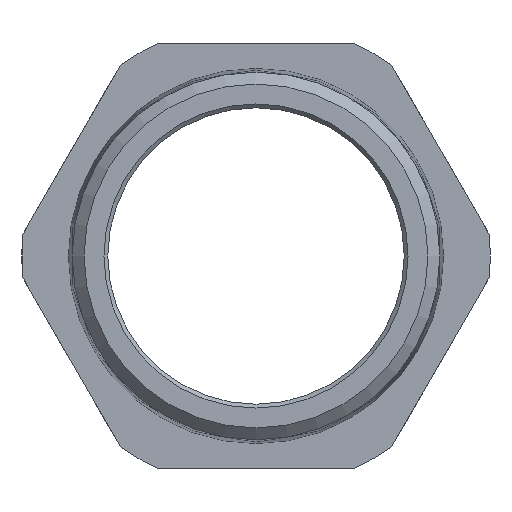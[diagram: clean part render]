
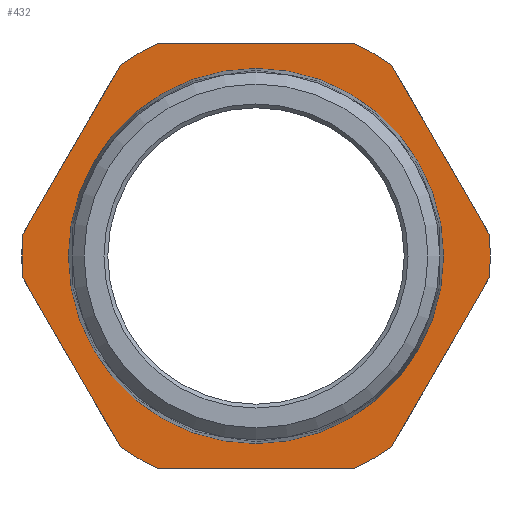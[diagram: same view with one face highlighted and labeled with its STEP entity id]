
A CAD part, left-side view. The second image highlights one B-rep face of the part: STEP entity #432.
In plain terms, the highlighted planar face has unit normal (-1, 0, 0).
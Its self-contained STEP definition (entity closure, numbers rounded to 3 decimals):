
#30 = DIRECTION ( 'NONE',  ( -1., 0., 0. ) ) ;
#43 = DIRECTION ( 'NONE',  ( -1., 0., 0. ) ) ;
#49 = CARTESIAN_POINT ( 'NONE',  ( 26.4, 0., 0. ) ) ;
#50 = VECTOR ( 'NONE', #1155, 1000. ) ;
#55 = CARTESIAN_POINT ( 'NONE',  ( 26.4, 0., 0. ) ) ;
#58 = EDGE_CURVE ( 'NONE', #238, #269, #689, .T. ) ;
#73 = AXIS2_PLACEMENT_3D ( 'NONE', #55, #264, #476 ) ;
#76 = CARTESIAN_POINT ( 'NONE',  ( 26.4, 30.117, 2.836 ) ) ;
#82 = CARTESIAN_POINT ( 'NONE',  ( 26.4, 23.816, -13.75 ) ) ;
#93 = LINE ( 'NONE', #82, #848 ) ;
#100 = CARTESIAN_POINT ( 'NONE',  ( 26.4, 0., 0. ) ) ;
#114 = CIRCLE ( 'NONE', #1119, 24.24 ) ;
#117 = VECTOR ( 'NONE', #118, 1000. ) ;
#118 = DIRECTION ( 'NONE',  ( 0., 0.5, 0.866 ) ) ;
#132 = CIRCLE ( 'NONE', #73, 30.25 ) ;
#145 = DIRECTION ( 'NONE',  ( 0., 0., 1. ) ) ;
#147 = EDGE_CURVE ( 'NONE', #1091, #1091, #114, .T. ) ;
#161 = AXIS2_PLACEMENT_3D ( 'NONE', #1073, #1294, #649 ) ;
#165 = VERTEX_POINT ( 'NONE', #504 ) ;
#170 = VECTOR ( 'NONE', #907, 1000. ) ;
#206 = VERTEX_POINT ( 'NONE', #713 ) ;
#230 = AXIS2_PLACEMENT_3D ( 'NONE', #450, #1297, #145 ) ;
#237 = LINE ( 'NONE', #321, #50 ) ;
#238 = VERTEX_POINT ( 'NONE', #511 ) ;
#244 = CARTESIAN_POINT ( 'NONE',  ( 26.4, -12.602, -27.5 ) ) ;
#264 = DIRECTION ( 'NONE',  ( -1., 0., 0. ) ) ;
#269 = VERTEX_POINT ( 'NONE', #725 ) ;
#304 = CARTESIAN_POINT ( 'NONE',  ( 26.4, -30.117, -2.836 ) ) ;
#305 = EDGE_CURVE ( 'NONE', #730, #1212, #237, .T. ) ;
#309 = CARTESIAN_POINT ( 'NONE',  ( 26.4, 0., 24.24 ) ) ;
#321 = CARTESIAN_POINT ( 'NONE',  ( 26.4, 0., -27.5 ) ) ;
#357 = EDGE_CURVE ( 'NONE', #720, #374, #387, .T. ) ;
#370 = DIRECTION ( 'NONE',  ( -1., 0., 0. ) ) ;
#374 = VERTEX_POINT ( 'NONE', #967 ) ;
#386 = ORIENTED_EDGE ( 'NONE', *, *, #1145, .T. ) ;
#387 = LINE ( 'NONE', #641, #563 ) ;
#393 = DIRECTION ( 'NONE',  ( -1., 0., 0. ) ) ;
#407 = ORIENTED_EDGE ( 'NONE', *, *, #435, .T. ) ;
#418 = EDGE_CURVE ( 'NONE', #785, #238, #700, .T. ) ;
#420 = EDGE_LOOP ( 'NONE', ( #1235, #407, #445, #1199, #1205, #975, #847, #988, #701, #1047, #467, #386 ) ) ;
#432 = ADVANCED_FACE ( 'NONE', ( #1022, #1323 ), #437, .T. ) ;
#435 = EDGE_CURVE ( 'NONE', #1212, #165, #1308, .T. ) ;
#437 = PLANE ( 'NONE',  #230 ) ;
#445 = ORIENTED_EDGE ( 'NONE', *, *, #723, .T. ) ;
#450 = CARTESIAN_POINT ( 'NONE',  ( 26.4, 0., -24.24 ) ) ;
#467 = ORIENTED_EDGE ( 'NONE', *, *, #538, .T. ) ;
#471 = EDGE_CURVE ( 'NONE', #374, #760, #132, .T. ) ;
#476 = DIRECTION ( 'NONE',  ( 0., 0., 1. ) ) ;
#496 = CARTESIAN_POINT ( 'NONE',  ( 26.4, 23.816, 13.75 ) ) ;
#504 = CARTESIAN_POINT ( 'NONE',  ( 26.4, -17.515, -24.664 ) ) ;
#511 = CARTESIAN_POINT ( 'NONE',  ( 26.4, -30.117, 2.836 ) ) ;
#526 = CIRCLE ( 'NONE', #1044, 30.25 ) ;
#538 = EDGE_CURVE ( 'NONE', #715, #206, #93, .T. ) ;
#553 = CARTESIAN_POINT ( 'NONE',  ( 26.4, -23.816, 13.75 ) ) ;
#555 = CARTESIAN_POINT ( 'NONE',  ( 26.4, 0., 0. ) ) ;
#561 = DIRECTION ( 'NONE',  ( 0., 1., 0. ) ) ;
#563 = VECTOR ( 'NONE', #561, 1000. ) ;
#596 = CARTESIAN_POINT ( 'NONE',  ( 26.4, 0., 0. ) ) ;
#611 = CARTESIAN_POINT ( 'NONE',  ( 26.4, 12.602, -27.5 ) ) ;
#632 = ORIENTED_EDGE ( 'NONE', *, *, #147, .F. ) ;
#641 = CARTESIAN_POINT ( 'NONE',  ( 26.4, 0., 27.5 ) ) ;
#649 = DIRECTION ( 'NONE',  ( 0., 0., 1. ) ) ;
#664 = EDGE_CURVE ( 'NONE', #796, #715, #1036, .T. ) ;
#689 = LINE ( 'NONE', #553, #117 ) ;
#700 = CIRCLE ( 'NONE', #161, 30.25 ) ;
#701 = ORIENTED_EDGE ( 'NONE', *, *, #793, .T. ) ;
#706 = CARTESIAN_POINT ( 'NONE',  ( 26.4, -12.602, 27.5 ) ) ;
#710 = CARTESIAN_POINT ( 'NONE',  ( 26.4, -23.816, -13.75 ) ) ;
#713 = CARTESIAN_POINT ( 'NONE',  ( 26.4, 17.515, -24.664 ) ) ;
#715 = VERTEX_POINT ( 'NONE', #1138 ) ;
#720 = VERTEX_POINT ( 'NONE', #706 ) ;
#723 = EDGE_CURVE ( 'NONE', #165, #785, #1104, .T. ) ;
#725 = CARTESIAN_POINT ( 'NONE',  ( 26.4, -17.515, 24.664 ) ) ;
#730 = VERTEX_POINT ( 'NONE', #611 ) ;
#760 = VERTEX_POINT ( 'NONE', #924 ) ;
#780 = DIRECTION ( 'NONE',  ( 0., 0., 1. ) ) ;
#784 = VECTOR ( 'NONE', #815, 1000. ) ;
#785 = VERTEX_POINT ( 'NONE', #304 ) ;
#793 = EDGE_CURVE ( 'NONE', #760, #796, #896, .T. ) ;
#796 = VERTEX_POINT ( 'NONE', #76 ) ;
#815 = DIRECTION ( 'NONE',  ( 0., -0.5, 0.866 ) ) ;
#847 = ORIENTED_EDGE ( 'NONE', *, *, #357, .T. ) ;
#848 = VECTOR ( 'NONE', #1239, 1000. ) ;
#878 = DIRECTION ( 'NONE',  ( 0., 0., 1. ) ) ;
#896 = LINE ( 'NONE', #496, #170 ) ;
#907 = DIRECTION ( 'NONE',  ( 0., 0.5, -0.866 ) ) ;
#918 = DIRECTION ( 'NONE',  ( 0., 0., 1. ) ) ;
#924 = CARTESIAN_POINT ( 'NONE',  ( 26.4, 17.515, 24.664 ) ) ;
#967 = CARTESIAN_POINT ( 'NONE',  ( 26.4, 12.602, 27.5 ) ) ;
#975 = ORIENTED_EDGE ( 'NONE', *, *, #1081, .T. ) ;
#988 = ORIENTED_EDGE ( 'NONE', *, *, #471, .T. ) ;
#996 = CARTESIAN_POINT ( 'NONE',  ( 26.4, 0., 0. ) ) ;
#1006 = CIRCLE ( 'NONE', #1014, 30.25 ) ;
#1014 = AXIS2_PLACEMENT_3D ( 'NONE', #49, #30, #878 ) ;
#1022 = FACE_BOUND ( 'NONE', #1035, .T. ) ;
#1035 = EDGE_LOOP ( 'NONE', ( #632 ) ) ;
#1036 = CIRCLE ( 'NONE', #1113, 30.25 ) ;
#1044 = AXIS2_PLACEMENT_3D ( 'NONE', #555, #43, #780 ) ;
#1047 = ORIENTED_EDGE ( 'NONE', *, *, #664, .T. ) ;
#1073 = CARTESIAN_POINT ( 'NONE',  ( 26.4, 0., 0. ) ) ;
#1081 = EDGE_CURVE ( 'NONE', #269, #720, #1006, .T. ) ;
#1091 = VERTEX_POINT ( 'NONE', #309 ) ;
#1104 = LINE ( 'NONE', #710, #784 ) ;
#1113 = AXIS2_PLACEMENT_3D ( 'NONE', #596, #393, #1357 ) ;
#1119 = AXIS2_PLACEMENT_3D ( 'NONE', #100, #1365, #918 ) ;
#1138 = CARTESIAN_POINT ( 'NONE',  ( 26.4, 30.117, -2.836 ) ) ;
#1145 = EDGE_CURVE ( 'NONE', #206, #730, #526, .T. ) ;
#1155 = DIRECTION ( 'NONE',  ( 0., -1., 0. ) ) ;
#1163 = AXIS2_PLACEMENT_3D ( 'NONE', #996, #370, #1315 ) ;
#1199 = ORIENTED_EDGE ( 'NONE', *, *, #418, .T. ) ;
#1205 = ORIENTED_EDGE ( 'NONE', *, *, #58, .T. ) ;
#1212 = VERTEX_POINT ( 'NONE', #244 ) ;
#1235 = ORIENTED_EDGE ( 'NONE', *, *, #305, .T. ) ;
#1239 = DIRECTION ( 'NONE',  ( 0., -0.5, -0.866 ) ) ;
#1294 = DIRECTION ( 'NONE',  ( -1., 0., 0. ) ) ;
#1297 = DIRECTION ( 'NONE',  ( -1., 0., 0. ) ) ;
#1308 = CIRCLE ( 'NONE', #1163, 30.25 ) ;
#1315 = DIRECTION ( 'NONE',  ( 0., 0., 1. ) ) ;
#1323 = FACE_OUTER_BOUND ( 'NONE', #420, .T. ) ;
#1357 = DIRECTION ( 'NONE',  ( 0., 0., 1. ) ) ;
#1365 = DIRECTION ( 'NONE',  ( -1., 0., 0. ) ) ;
